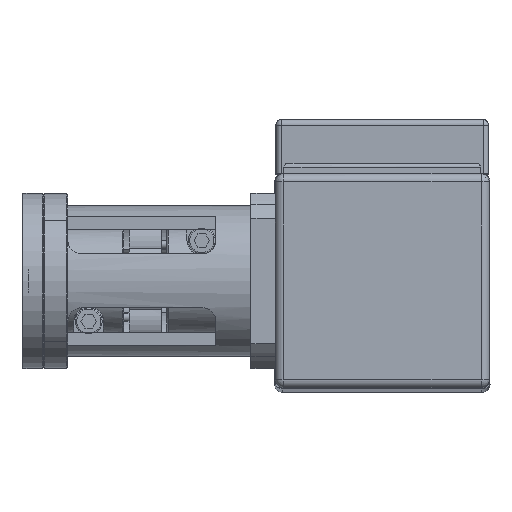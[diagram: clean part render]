
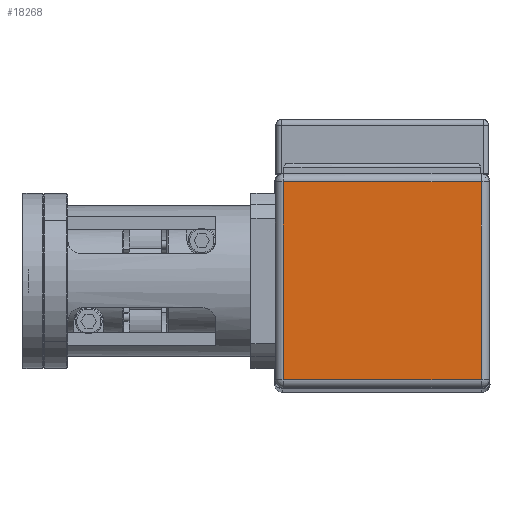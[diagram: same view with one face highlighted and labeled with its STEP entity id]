
A CAD part, top view. The second image highlights one B-rep face of the part: STEP entity #18268.
In plain terms, the highlighted planar face has unit normal (0, 0, 1).
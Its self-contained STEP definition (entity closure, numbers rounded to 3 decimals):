
#17590=CARTESIAN_POINT('',(36.749,36.751,-189.814));
#17591=VERTEX_POINT('',#17590);
#17599=CARTESIAN_POINT('',(36.751,-36.749,-189.814));
#17600=VERTEX_POINT('',#17599);
#17601=CARTESIAN_POINT('',(36.749,36.751,-189.814));
#17602=DIRECTION('',(0.,-1.,0.));
#17603=VECTOR('',#17602,73.5);
#17604=LINE('',#17601,#17603);
#17605=EDGE_CURVE('',#17591,#17600,#17604,.T.);
#18125=CARTESIAN_POINT('',(-36.749,-36.75,-189.814));
#18126=VERTEX_POINT('',#18125);
#18127=CARTESIAN_POINT('',(-36.749,-36.75,-189.814));
#18128=DIRECTION('',(1.,0.,0.));
#18129=VECTOR('',#18128,73.5);
#18130=LINE('',#18127,#18129);
#18131=EDGE_CURVE('',#18126,#17600,#18130,.T.);
#18157=CARTESIAN_POINT('',(-36.751,36.75,-189.814));
#18158=VERTEX_POINT('',#18157);
#18159=CARTESIAN_POINT('',(-36.749,-36.75,-189.814));
#18160=DIRECTION('',(0.,1.,0.0));
#18161=VECTOR('',#18160,73.5);
#18162=LINE('',#18159,#18161);
#18163=EDGE_CURVE('',#18126,#18158,#18162,.T.);
#18189=CARTESIAN_POINT('',(-36.751,36.75,-189.814));
#18190=DIRECTION('',(1.,0.,0.));
#18191=VECTOR('',#18190,73.5);
#18192=LINE('',#18189,#18191);
#18193=EDGE_CURVE('',#18158,#17591,#18192,.T.);
#18257=CARTESIAN_POINT('',(0.,0.,-189.814));
#18258=DIRECTION('',(0.0,0.0,1.0));
#18259=DIRECTION('',(1.,0.,0.0));
#18260=AXIS2_PLACEMENT_3D('',#18257,#18258,#18259);
#18261=PLANE('',#18260);
#18262=ORIENTED_EDGE('',*,*,#18131,.T.);
#18263=ORIENTED_EDGE('',*,*,#17605,.F.);
#18264=ORIENTED_EDGE('',*,*,#18193,.F.);
#18265=ORIENTED_EDGE('',*,*,#18163,.F.);
#18266=EDGE_LOOP('',(#18262,#18263,#18264,#18265));
#18267=FACE_OUTER_BOUND('',#18266,.T.);
#18268=ADVANCED_FACE('',(#18267),#18261,.T.);
